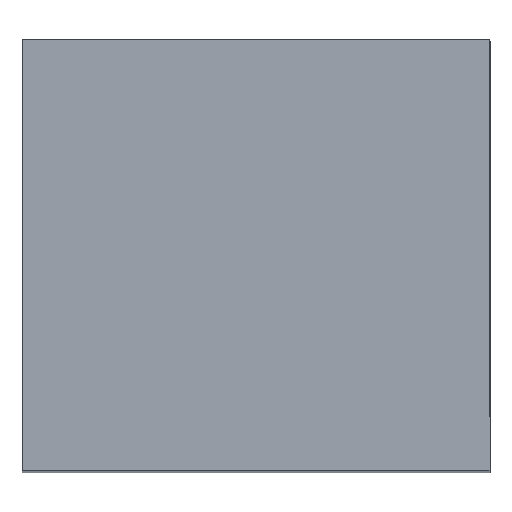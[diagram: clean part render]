
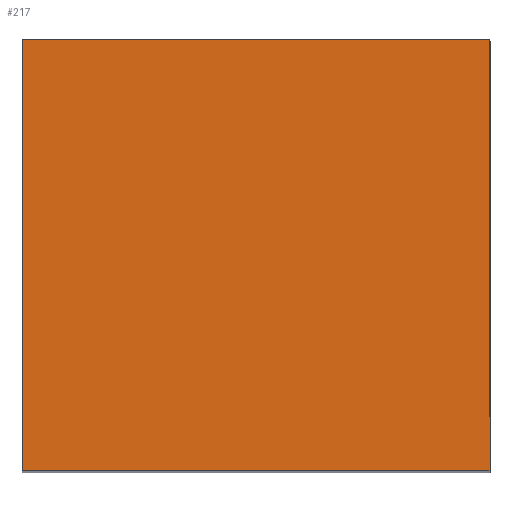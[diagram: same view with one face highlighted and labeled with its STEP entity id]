
A CAD part, top view. The second image highlights one B-rep face of the part: STEP entity #217.
In plain terms, the highlighted planar face has unit normal (0, 0, 1).
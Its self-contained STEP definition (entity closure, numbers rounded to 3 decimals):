
#19=PLANE('',#258);
#33=FACE_OUTER_BOUND('',#47,.T.);
#47=EDGE_LOOP('',(#173,#174,#175,#176));
#70=LINE('',#376,#90);
#72=LINE('',#380,#92);
#73=LINE('',#382,#93);
#74=LINE('',#383,#94);
#90=VECTOR('',#305,1000.);
#92=VECTOR('',#309,1000.);
#93=VECTOR('',#310,1000.);
#94=VECTOR('',#311,1000.);
#119=VERTEX_POINT('',#373);
#120=VERTEX_POINT('',#375);
#121=VERTEX_POINT('',#379);
#122=VERTEX_POINT('',#381);
#140=EDGE_CURVE('',#120,#119,#70,.T.);
#142=EDGE_CURVE('',#119,#121,#72,.T.);
#143=EDGE_CURVE('',#122,#121,#73,.T.);
#144=EDGE_CURVE('',#120,#122,#74,.T.);
#173=ORIENTED_EDGE('',*,*,#142,.T.);
#174=ORIENTED_EDGE('',*,*,#143,.F.);
#175=ORIENTED_EDGE('',*,*,#144,.F.);
#176=ORIENTED_EDGE('',*,*,#140,.T.);
#217=ADVANCED_FACE('',(#33),#19,.F.);
#258=AXIS2_PLACEMENT_3D('',#378,#307,#308);
#305=DIRECTION('',(0.,-1.,0.));
#307=DIRECTION('center_axis',(0.,0.,
-1.));
#308=DIRECTION('ref_axis',(0.,1.,0.));
#309=DIRECTION('',(1.,0.,0.));
#310=DIRECTION('',(0.,-1.,0.));
#311=DIRECTION('',(1.,0.,0.));
#373=CARTESIAN_POINT('',(-9.5,22.5,8.98));
#375=CARTESIAN_POINT('',(-9.5,40.,8.98));
#376=CARTESIAN_POINT('',(-9.5,40.,8.98));
#378=CARTESIAN_POINT('Origin',(-9.5,40.,8.98));
#379=CARTESIAN_POINT('',(9.5,22.5,8.98));
#380=CARTESIAN_POINT('',(-9.5,22.5,8.98));
#381=CARTESIAN_POINT('',(9.5,40.,8.98));
#382=CARTESIAN_POINT('',(9.5,40.,8.98));
#383=CARTESIAN_POINT('',(-9.5,40.,8.98));
